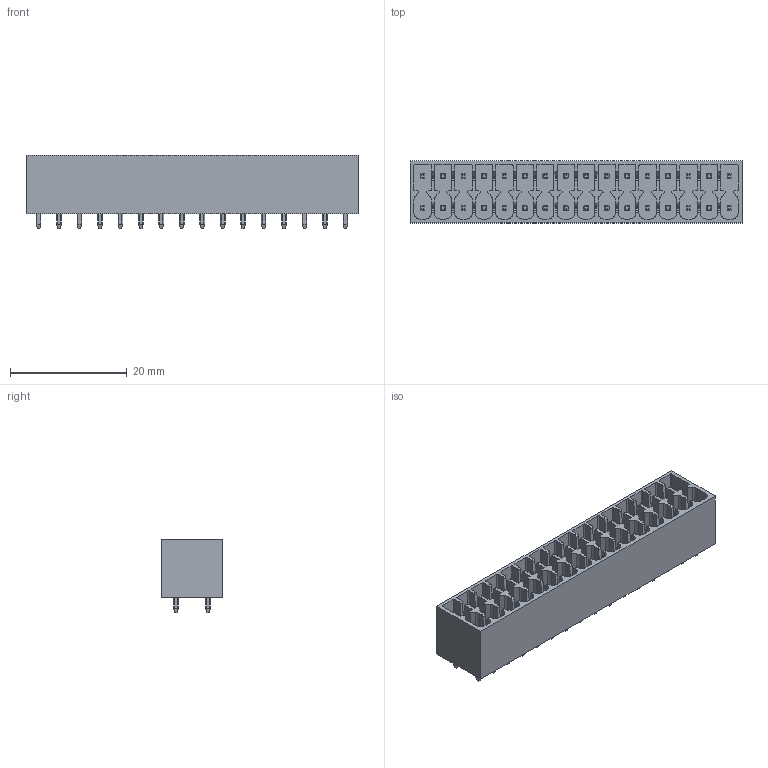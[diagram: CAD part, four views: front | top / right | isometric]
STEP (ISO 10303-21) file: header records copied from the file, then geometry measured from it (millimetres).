
FILE_DESCRIPTION((''),'2;1');
FILE_NAME('44444','2024-09-11T13:46:01',('tluser'),(''),'CREO PARAMETRIC BY PTC INC, 2018100','CREO PARAMETRIC BY PTC INC, 2018100','');
FILE_SCHEMA(('CONFIG_CONTROL_DESIGN'));
Length unit declared in the file: millimetre
Products named in the file (1): 44444
Bounding box: 56.8 x 10.6 x 12.6 mm (x, y, z)
Volume: 3805.4 mm3; surface area: 5264.3 mm2
Topology: 1 solids, 1 shells, 1399 faces, 3996 edges, 2664 vertices
Faces by surface type: plane 895, cylinder 504
Entity records: 46348 total; most frequent: CARTESIAN_POINT 10011, ORIENTED_EDGE 7992, DIRECTION 7034, EDGE_CURVE 3996, VECTOR 2732, LINE 2732, VERTEX_POINT 2664, AXIS2_PLACEMENT_3D 2151
